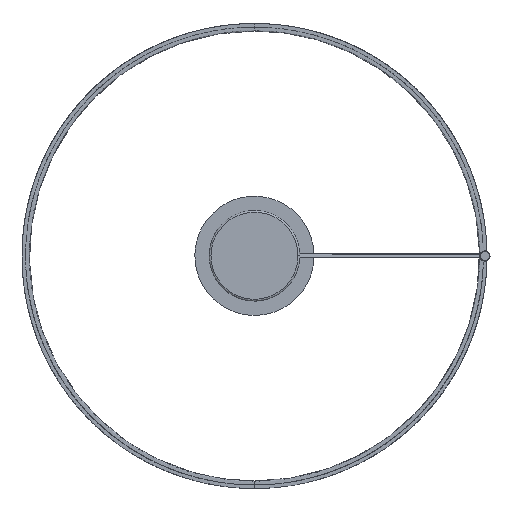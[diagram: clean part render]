
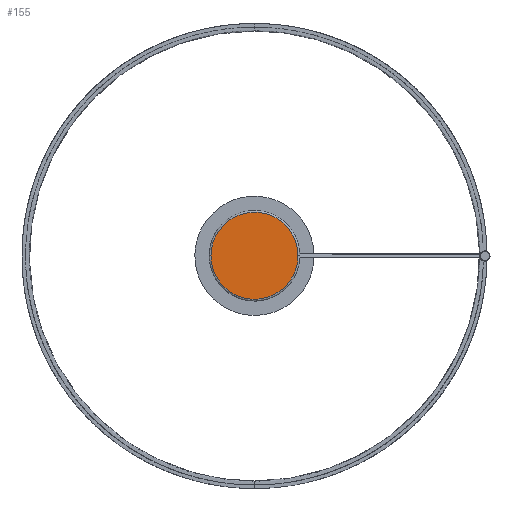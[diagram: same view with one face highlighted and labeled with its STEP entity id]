
A CAD part, top view. The second image highlights one B-rep face of the part: STEP entity #155.
In plain terms, the highlighted planar face has unit normal (0, 0, 1).
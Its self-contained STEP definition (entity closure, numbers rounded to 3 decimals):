
#155=ADVANCED_FACE('',(#196),#797,.T.);
#196=FACE_OUTER_BOUND('',#239,.T.);
#239=EDGE_LOOP('',(#391,#392));
#391=ORIENTED_EDGE('',*,*,#530,.F.);
#392=ORIENTED_EDGE('',*,*,#525,.F.);
#525=EDGE_CURVE('',#751,#754,#629,.T.);
#530=EDGE_CURVE('',#754,#751,#634,.T.);
#629=(
BOUNDED_CURVE()
B_SPLINE_CURVE(2,(#4105,#4106,#4107,#4108,#4109),.UNSPECIFIED.,.F.,.F.)
B_SPLINE_CURVE_WITH_KNOTS((3,2,3),(0.,114.665,229.33),
 .UNSPECIFIED.)
CURVE()
GEOMETRIC_REPRESENTATION_ITEM()
RATIONAL_B_SPLINE_CURVE((1.,0.707,1.,0.707,1.))
REPRESENTATION_ITEM('')
);
#634=(
BOUNDED_CURVE()
B_SPLINE_CURVE(2,(#4125,#4126,#4127,#4128,#4129),.UNSPECIFIED.,.F.,.F.)
B_SPLINE_CURVE_WITH_KNOTS((3,2,3),(229.33,343.996,458.661),
 .UNSPECIFIED.)
CURVE()
GEOMETRIC_REPRESENTATION_ITEM()
RATIONAL_B_SPLINE_CURVE((1.,0.707,1.,0.707,1.))
REPRESENTATION_ITEM('')
);
#751=VERTEX_POINT('',#4086);
#754=VERTEX_POINT('',#4089);
#797=PLANE('',#830);
#830=AXIS2_PLACEMENT_3D('',#4043,#847,$);
#847=DIRECTION('',(0.,0.,1.));
#4043=CARTESIAN_POINT('',(1964.903,99.731,35.698));
#4086=CARTESIAN_POINT('',(2132.903,4.731,35.698));
#4089=CARTESIAN_POINT('',(1986.903,4.731,35.698));
#4105=CARTESIAN_POINT('',(2132.903,4.731,35.698));
#4106=CARTESIAN_POINT('',(2132.903,-68.269,35.698));
#4107=CARTESIAN_POINT('',(2059.903,-68.269,35.698));
#4108=CARTESIAN_POINT('',(1986.903,-68.269,35.698));
#4109=CARTESIAN_POINT('',(1986.903,4.731,35.698));
#4125=CARTESIAN_POINT('',(1986.903,4.731,35.698));
#4126=CARTESIAN_POINT('',(1986.903,77.731,35.698));
#4127=CARTESIAN_POINT('',(2059.903,77.731,35.698));
#4128=CARTESIAN_POINT('',(2132.903,77.731,35.698));
#4129=CARTESIAN_POINT('',(2132.903,4.731,35.698));
